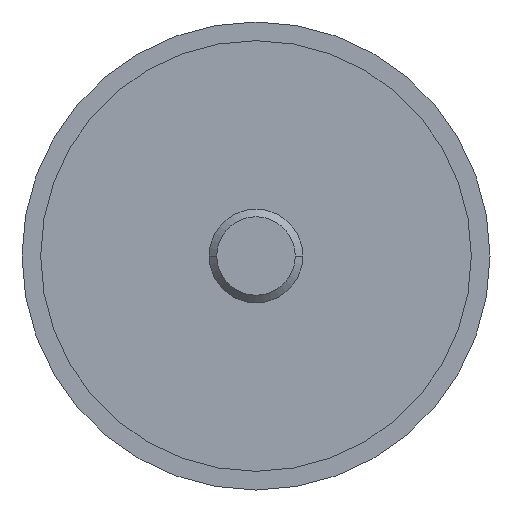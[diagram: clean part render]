
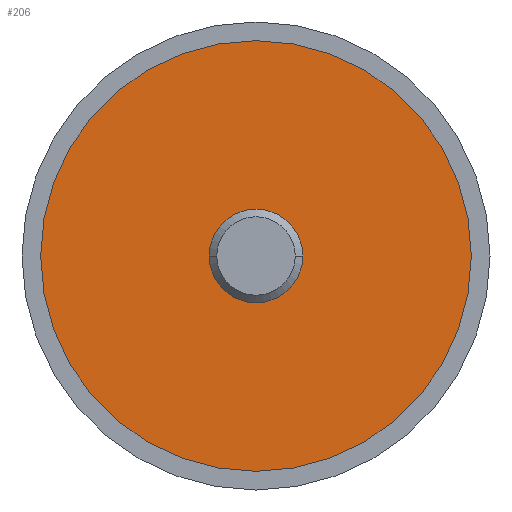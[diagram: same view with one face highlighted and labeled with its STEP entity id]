
A CAD part, front view. The second image highlights one B-rep face of the part: STEP entity #206.
In plain terms, the highlighted planar face has unit normal (0, -1, 0).
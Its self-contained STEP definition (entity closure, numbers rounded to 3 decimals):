
#162=VERTEX_POINT('',#408);
#190=EDGE_CURVE('',#270,#204,#439,.T.);
#204=VERTEX_POINT('',#454);
#206=ADVANCED_FACE('',(#456,#457),#458,.T.);
#270=VERTEX_POINT('',#532);
#308=EDGE_CURVE('',#204,#270,#577,.T.);
#338=EDGE_CURVE('',#346,#162,#613,.T.);
#346=VERTEX_POINT('',#621);
#358=EDGE_CURVE('',#162,#346,#634,.T.);
#408=CARTESIAN_POINT('',(23.0,0.0,0.0));
#439=CIRCLE('',#721,5.0);
#454=CARTESIAN_POINT('',(-5.0,0.0,0.));
#456=FACE_BOUND('',#745,.T.);
#457=FACE_OUTER_BOUND('',#746,.T.);
#458=PLANE('',#747);
#532=CARTESIAN_POINT('',(5.0,0.0,0.));
#577=CIRCLE('',#893,5.0);
#613=CIRCLE('',#939,23.0);
#621=CARTESIAN_POINT('',(-23.0,0.0,0.));
#634=CIRCLE('',#970,23.0);
#721=AXIS2_PLACEMENT_3D('',#1027,#1028,#1029);
#745=EDGE_LOOP('',(#1045,#1046));
#746=EDGE_LOOP('',(#1047,#1048));
#747=AXIS2_PLACEMENT_3D('',#1049,#1050,#1051);
#893=AXIS2_PLACEMENT_3D('',#1209,#1210,#1211);
#939=AXIS2_PLACEMENT_3D('',#1266,#1267,#1268);
#970=AXIS2_PLACEMENT_3D('',#1294,#1295,#1296);
#1027=CARTESIAN_POINT('',(0.0,0.0,0.0));
#1028=DIRECTION('',(-0.0,1.0,0.0));
#1029=DIRECTION('',(1.0,0.0,0.0));
#1045=ORIENTED_EDGE('',*,*,#308,.T.);
#1046=ORIENTED_EDGE('',*,*,#190,.T.);
#1047=ORIENTED_EDGE('',*,*,#358,.T.);
#1048=ORIENTED_EDGE('',*,*,#338,.T.);
#1049=CARTESIAN_POINT('',(0.0,0.0,0.0));
#1050=DIRECTION('',(0.0,-1.0,0.0));
#1051=DIRECTION('',(-1.0,0.0,0.0));
#1209=CARTESIAN_POINT('',(0.0,0.0,0.0));
#1210=DIRECTION('',(-0.0,1.0,0.0));
#1211=DIRECTION('',(1.0,0.0,0.0));
#1266=CARTESIAN_POINT('',(0.0,0.0,0.0));
#1267=DIRECTION('',(0.0,-1.0,0.0));
#1268=DIRECTION('',(1.0,0.0,0.0));
#1294=CARTESIAN_POINT('',(0.0,0.0,0.0));
#1295=DIRECTION('',(0.0,-1.0,0.0));
#1296=DIRECTION('',(1.0,0.0,0.0));
